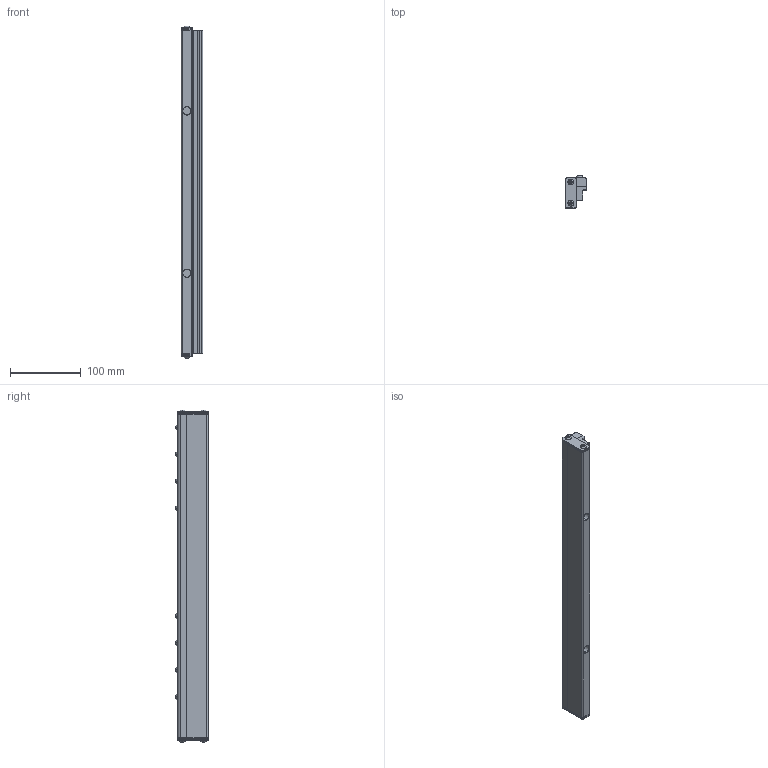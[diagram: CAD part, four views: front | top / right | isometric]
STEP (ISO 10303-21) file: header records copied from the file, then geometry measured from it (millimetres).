
FILE_DESCRIPTION (( 'STEP AP214' ), '1' );
FILE_NAME ('lama d''aria 921-18.STEP', '2013-02-04T15:43:46', ( 'PC' ), ( '' ), 'SwSTEP 2.0', 'SolidWorks 2012', '' );
FILE_SCHEMA (( 'AUTOMOTIVE_DESIGN' ));
Length unit declared in the file: millimetre
Products named in the file (1): lama d''aria 921-18
Bounding box: 30.5 x 45.2 x 468.4 mm (x, y, z)
Volume: 480692.3 mm3; surface area: 101719.7 mm2
Topology: 6 solids, 6 shells, 270 faces, 622 edges, 388 vertices
Faces by surface type: plane 138, cylinder 100, torus 27, cone 3, bspline 2
Entity records: 7782 total; most frequent: CARTESIAN_POINT 1474, DIRECTION 1270, ORIENTED_EDGE 1244, EDGE_CURVE 622, AXIS2_PLACEMENT_3D 433, LINE 404, VECTOR 404, VERTEX_POINT 388
